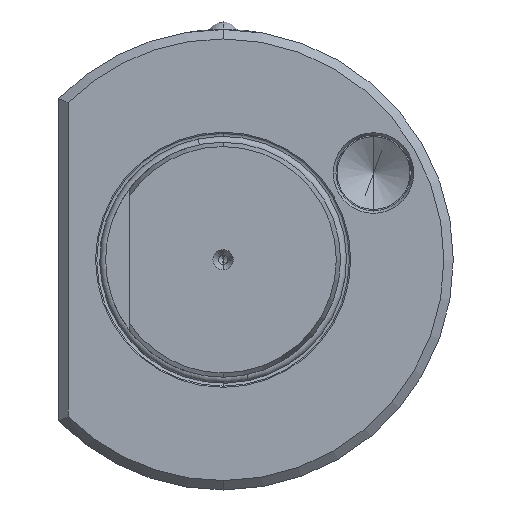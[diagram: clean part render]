
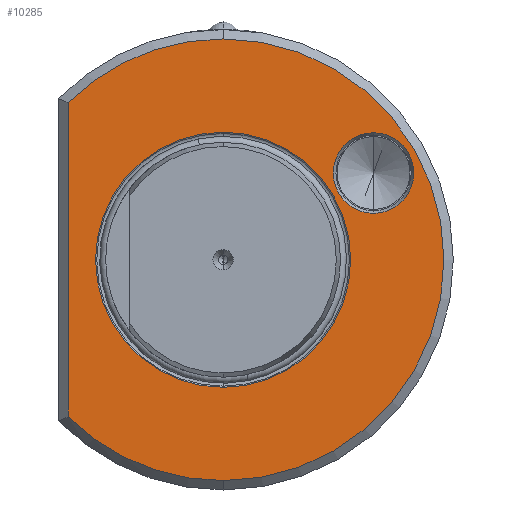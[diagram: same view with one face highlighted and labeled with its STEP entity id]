
A CAD part, left-side view. The second image highlights one B-rep face of the part: STEP entity #10285.
In plain terms, the highlighted planar face has unit normal (-1, 0, 0).
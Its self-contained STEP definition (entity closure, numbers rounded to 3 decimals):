
#269 = EDGE_LOOP ( 'NONE', ( #45000, #44943 ) ) ;
#272 = EDGE_LOOP ( 'NONE', ( #44954, #44957, #44973, #45016 ) ) ;
#306 = EDGE_LOOP ( 'NONE', ( #45023, #44963 ) ) ;
#2134 = CARTESIAN_POINT ( 'NONE',  ( 2., 33., 33.466 ) ) ;
#2157 = CARTESIAN_POINT ( 'NONE',  ( 2., 0., -47. ) ) ;
#2224 = CARTESIAN_POINT ( 'NONE',  ( 2., 0., 47. ) ) ;
#3096 = DIRECTION ( 'NONE',  ( 1., 0., 0. ) ) ;
#3101 = DIRECTION ( 'NONE',  ( 0., 0., -1. ) ) ;
#3115 = CARTESIAN_POINT ( 'NONE',  ( 2., -32.01, 18.46 ) ) ;
#4015 = DIRECTION ( 'NONE',  ( 1., 0., 0. ) ) ;
#4045 = CARTESIAN_POINT ( 'NONE',  ( 2., 0., 0. ) ) ;
#4051 = DIRECTION ( 'NONE',  ( 0., 0., -1. ) ) ;
#4123 = DIRECTION ( 'NONE',  ( 0., 0., -1. ) ) ;
#4125 = DIRECTION ( 'NONE',  ( 1., 0., 0. ) ) ;
#4129 = CARTESIAN_POINT ( 'NONE',  ( 2., 0., 0. ) ) ;
#4140 = DIRECTION ( 'NONE',  ( 0., 0., -1. ) ) ;
#4145 = CARTESIAN_POINT ( 'NONE',  ( 2., 0., 0. ) ) ;
#4172 = DIRECTION ( 'NONE',  ( 1., 0., 0. ) ) ;
#5199 = AXIS2_PLACEMENT_3D ( 'NONE', #3115, #3096, #3101 ) ;
#6640 = EDGE_CURVE ( 'NONE', #16842, #16825, #38449, .T. ) ;
#6641 = EDGE_CURVE ( 'NONE', #31834, #16971, #38424, .T. ) ;
#6677 = EDGE_CURVE ( 'NONE', #31836, #16971, #38496, .T. ) ;
#6684 = EDGE_CURVE ( 'NONE', #16622, #16606, #38504, .T. ) ;
#7051 = EDGE_CURVE ( 'NONE', #31836, #31800, #38782, .T. ) ;
#7087 = EDGE_CURVE ( 'NONE', #31800, #31834, #38865, .T. ) ;
#7094 = EDGE_CURVE ( 'NONE', #16606, #16622, #38826, .T. ) ;
#7229 = AXIS2_PLACEMENT_3D ( 'NONE', #44236, #44240, #44237 ) ;
#7253 = AXIS2_PLACEMENT_3D ( 'NONE', #44057, #44045, #44066 ) ;
#7261 = AXIS2_PLACEMENT_3D ( 'NONE', #44055, #44065, #44023 ) ;
#8095 = CARTESIAN_POINT ( 'NONE',  ( 2., 0., -27.15 ) ) ;
#8127 = CARTESIAN_POINT ( 'NONE',  ( 2., 0., 27.15 ) ) ;
#8280 = CARTESIAN_POINT ( 'NONE',  ( 2., -32.01, 27.037 ) ) ;
#8311 = CARTESIAN_POINT ( 'NONE',  ( 2., -32.01, 9.883 ) ) ;
#8396 = CARTESIAN_POINT ( 'NONE',  ( 2., 33., -33.466 ) ) ;
#10285 = ADVANCED_FACE ( 'NONE', ( #39050, #39085, #39249 ), #36212, .F. ) ;
#16606 = VERTEX_POINT ( 'NONE', #8127 ) ;
#16622 = VERTEX_POINT ( 'NONE', #8095 ) ;
#16825 = VERTEX_POINT ( 'NONE', #8280 ) ;
#16842 = VERTEX_POINT ( 'NONE', #8311 ) ;
#16971 = VERTEX_POINT ( 'NONE', #8396 ) ;
#25568 = CIRCLE ( 'NONE', #5199, 8.577 ) ;
#31800 = VERTEX_POINT ( 'NONE', #2224 ) ;
#31834 = VERTEX_POINT ( 'NONE', #2157 ) ;
#31836 = VERTEX_POINT ( 'NONE', #2134 ) ;
#36192 = CARTESIAN_POINT ( 'NONE',  ( 2., 25., 0. ) ) ;
#36205 = DIRECTION ( 'NONE',  ( 1., 0., 0. ) ) ;
#36211 = DIRECTION ( 'NONE',  ( 0., 0., -1. ) ) ;
#36212 = PLANE ( 'NONE',  #44649 ) ;
#38424 = CIRCLE ( 'NONE', #7253, 47. ) ;
#38449 = CIRCLE ( 'NONE', #7261, 8.577 ) ;
#38471 = VECTOR ( 'NONE', #44229, 1000. ) ;
#38496 = LINE ( 'NONE', #44258, #38471 ) ;
#38504 = CIRCLE ( 'NONE', #7229, 27.15 ) ;
#38782 = CIRCLE ( 'NONE', #44487, 47. ) ;
#38826 = CIRCLE ( 'NONE', #44505, 27.15 ) ;
#38865 = CIRCLE ( 'NONE', #44498, 47. ) ;
#39050 = FACE_BOUND ( 'NONE', #306, .T. ) ;
#39085 = FACE_BOUND ( 'NONE', #269, .T. ) ;
#39249 = FACE_OUTER_BOUND ( 'NONE', #272, .T. ) ;
#43009 = EDGE_CURVE ( 'NONE', #16825, #16842, #25568, .T. ) ;
#44023 = DIRECTION ( 'NONE',  ( 0., 0., -1. ) ) ;
#44045 = DIRECTION ( 'NONE',  ( 1., 0., 0. ) ) ;
#44055 = CARTESIAN_POINT ( 'NONE',  ( 2., -32.01, 18.46 ) ) ;
#44057 = CARTESIAN_POINT ( 'NONE',  ( 2., 0., 0. ) ) ;
#44065 = DIRECTION ( 'NONE',  ( 1., 0., 0. ) ) ;
#44066 = DIRECTION ( 'NONE',  ( 0., 0., -1. ) ) ;
#44229 = DIRECTION ( 'NONE',  ( 0., 0., -1. ) ) ;
#44236 = CARTESIAN_POINT ( 'NONE',  ( 2., 0., 0. ) ) ;
#44237 = DIRECTION ( 'NONE',  ( 0., 0., -1. ) ) ;
#44240 = DIRECTION ( 'NONE',  ( 1., 0., 0. ) ) ;
#44258 = CARTESIAN_POINT ( 'NONE',  ( 2., 33., -31.369 ) ) ;
#44487 = AXIS2_PLACEMENT_3D ( 'NONE', #4045, #4015, #4051 ) ;
#44498 = AXIS2_PLACEMENT_3D ( 'NONE', #4129, #4125, #4123 ) ;
#44505 = AXIS2_PLACEMENT_3D ( 'NONE', #4145, #4172, #4140 ) ;
#44649 = AXIS2_PLACEMENT_3D ( 'NONE', #36192, #36205, #36211 ) ;
#44943 = ORIENTED_EDGE ( 'NONE', *, *, #6640, .T. ) ;
#44954 = ORIENTED_EDGE ( 'NONE', *, *, #7051, .F. ) ;
#44957 = ORIENTED_EDGE ( 'NONE', *, *, #6677, .T. ) ;
#44963 = ORIENTED_EDGE ( 'NONE', *, *, #6684, .T. ) ;
#44973 = ORIENTED_EDGE ( 'NONE', *, *, #6641, .F. ) ;
#45000 = ORIENTED_EDGE ( 'NONE', *, *, #43009, .T. ) ;
#45016 = ORIENTED_EDGE ( 'NONE', *, *, #7087, .F. ) ;
#45023 = ORIENTED_EDGE ( 'NONE', *, *, #7094, .T. ) ;
